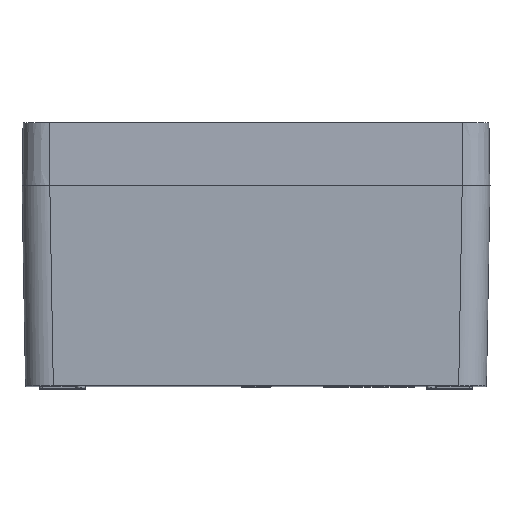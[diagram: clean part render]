
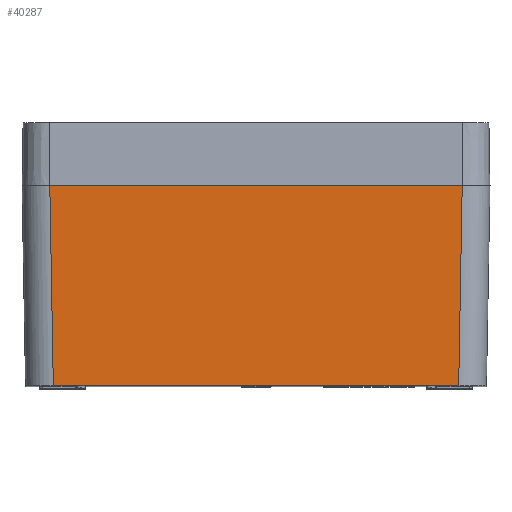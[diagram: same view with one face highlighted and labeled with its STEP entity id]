
A CAD part, top view. The second image highlights one B-rep face of the part: STEP entity #40287.
In plain terms, the highlighted planar face has unit normal (0, -0.018, 1).
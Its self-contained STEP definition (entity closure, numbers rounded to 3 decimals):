
#241 = PLANE ( 'NONE',  #40477 ) ;
#477 = VECTOR ( 'NONE', #4926, 1000. ) ;
#1232 = LINE ( 'NONE', #36404, #24586 ) ;
#2097 = CARTESIAN_POINT ( 'NONE',  ( -71.304, 0.167, 80.903 ) ) ;
#3152 = LINE ( 'NONE', #51287, #477 ) ;
#4926 = DIRECTION ( 'NONE',  ( 1., 0., 0. ) ) ;
#10640 = DIRECTION ( 'NONE',  ( 0.017, 1., 0.017 ) ) ;
#15541 = ORIENTED_EDGE ( 'NONE', *, *, #51179, .T. ) ;
#16255 = VECTOR ( 'NONE', #40132, 1000. ) ;
#17765 = DIRECTION ( 'NONE',  ( 0., -0.017, 1. ) ) ;
#19681 = LINE ( 'NONE', #28787, #28245 ) ;
#19688 = EDGE_CURVE ( 'NONE', #43099, #22027, #3152, .T. ) ;
#22027 = VERTEX_POINT ( 'NONE', #48884 ) ;
#24586 = VECTOR ( 'NONE', #10640, 1000. ) ;
#28245 = VECTOR ( 'NONE', #37312, 1000. ) ;
#28787 = CARTESIAN_POINT ( 'NONE',  ( -80.9, -1.8, 80.869 ) ) ;
#29496 = VERTEX_POINT ( 'NONE', #37280 ) ;
#29503 = LINE ( 'NONE', #2097, #16255 ) ;
#34042 = EDGE_LOOP ( 'NONE', ( #38066, #46668, #40263, #15541 ) ) ;
#35535 = CARTESIAN_POINT ( 'NONE',  ( -70.062, -71., 79.661 ) ) ;
#36404 = CARTESIAN_POINT ( 'NONE',  ( 71.255, -2.655, 80.854 ) ) ;
#36690 = CARTESIAN_POINT ( 'NONE',  ( 71.27, -1.8, 80.869 ) ) ;
#37280 = CARTESIAN_POINT ( 'NONE',  ( -71.27, -1.8, 80.869 ) ) ;
#37312 = DIRECTION ( 'NONE',  ( 1., 0., 0. ) ) ;
#38066 = ORIENTED_EDGE ( 'NONE', *, *, #44205, .F. ) ;
#38852 = DIRECTION ( 'NONE',  ( 0., -1., -0.017 ) ) ;
#40132 = DIRECTION ( 'NONE',  ( 0.017, -1., -0.017 ) ) ;
#40263 = ORIENTED_EDGE ( 'NONE', *, *, #19688, .T. ) ;
#40287 = ADVANCED_FACE ( 'NONE', ( #48536 ), #241, .T. ) ;
#40477 = AXIS2_PLACEMENT_3D ( 'NONE', #51648, #17765, #38852 ) ;
#41843 = VERTEX_POINT ( 'NONE', #36690 ) ;
#43099 = VERTEX_POINT ( 'NONE', #35535 ) ;
#44205 = EDGE_CURVE ( 'NONE', #29496, #41843, #19681, .T. ) ;
#46047 = EDGE_CURVE ( 'NONE', #29496, #43099, #29503, .T. ) ;
#46668 = ORIENTED_EDGE ( 'NONE', *, *, #46047, .T. ) ;
#48536 = FACE_OUTER_BOUND ( 'NONE', #34042, .T. ) ;
#48884 = CARTESIAN_POINT ( 'NONE',  ( 70.062, -71., 79.661 ) ) ;
#51179 = EDGE_CURVE ( 'NONE', #22027, #41843, #1232, .T. ) ;
#51287 = CARTESIAN_POINT ( 'NONE',  ( 80.9, -71., 79.661 ) ) ;
#51648 = CARTESIAN_POINT ( 'NONE',  ( -80.9, 0., 80.9 ) ) ;
